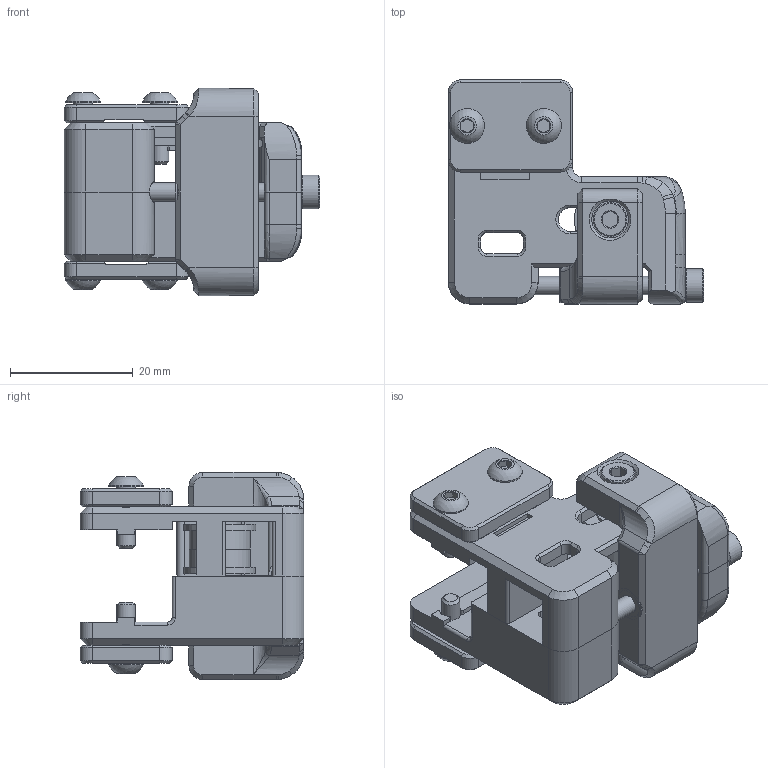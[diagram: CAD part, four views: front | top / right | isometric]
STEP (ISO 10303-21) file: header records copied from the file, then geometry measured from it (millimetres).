
FILE_DESCRIPTION(/* description */ (''),/* implementation_level */ '2;1');
FILE_NAME(/* name */ 'Front_Idler.step',/* time_stamp */ '2021-05-18T01:28:58-07:00',/* author */ (''),/* organization */ (''),/* preprocessor_version */ 'ST-DEVELOPER v18.1',/* originating_system */ 'Autodesk Translation Framework v10.6.0.1341',/* authorisation */ '');
FILE_SCHEMA (('AUTOMOTIVE_DESIGN { 1 0 10303 214 3 1 1 }'));
Length unit declared in the file: millimetre
Products named in the file (15): Front Idler A; f623_stack v1 (4); f623-rs (4); f623-rs (4)_1; M3 washer-1 (4); Tensioner A; M3 Threaded Insert Short; Front Idler A Bottom (1); Component31; Front Idler A Top; Hardware; M3x20 SHCS (1); M3x20 SHCS; M3x8 BHCS v2; M3-Nut
Assembly tree (20 placements, depth 4):
  Front Idler A
    f623_stack v1 (4)
      f623-rs (4)
        M3 washer-1 (4)  x2
      f623-rs (4)_1
        M3 washer-1 (4)  x2
    Tensioner A
      M3 Threaded Insert Short
    Front Idler A Bottom (1)
      Component31
    Front Idler A Top
    Hardware
      M3x8 BHCS v2  x4
      M3x20 SHCS (1)
      M3x20 SHCS
      M3-Nut
Bounding box: 41.63 x 36.5 x 33.75 mm (x, y, z)
Volume: 19062.4 mm3; surface area: 14781.5 mm2
Topology: 21 solids, 21 shells, 980 faces, 2447 edges, 1538 vertices
Faces by surface type: plane 422, cylinder 230, bspline 186, cone 127, torus 11, sphere 4
Full cylindrical faces by diameter (mm): 3 x9, 3.2 x4, 3.4 x12, 4.7 x1, 5.05 x1, 5.16 x1, 5.5 x2, 5.56 x1, 5.7 x4, 6 x1, 6.06 x4, 6.94 x4, 7 x4, 10 x2, 11.7 x2
Entity records: 31357 total; most frequent: CARTESIAN_POINT 9505, ORIENTED_EDGE 4648, DIRECTION 4346, EDGE_CURVE 2324, AXIS2_PLACEMENT_3D 1518, VERTEX_POINT 1472, LINE 1310, VECTOR 1310
